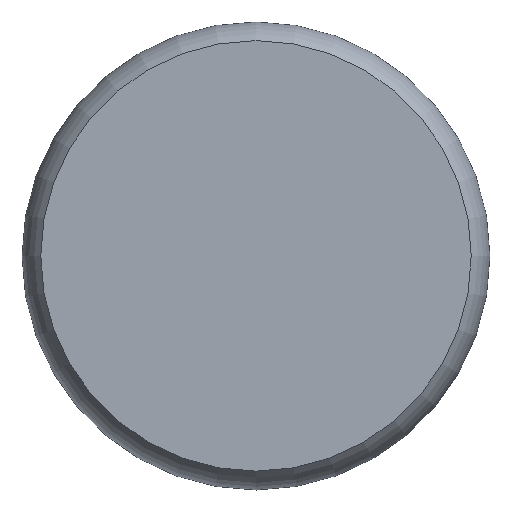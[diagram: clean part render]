
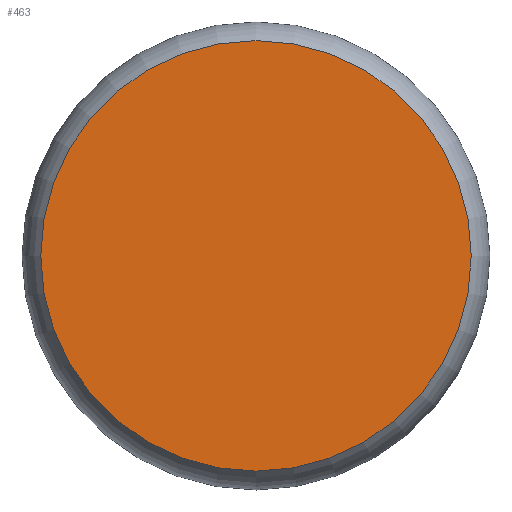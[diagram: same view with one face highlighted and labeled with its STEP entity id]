
A CAD part, top view. The second image highlights one B-rep face of the part: STEP entity #463.
In plain terms, the highlighted planar face has unit normal (0, 0, 1).
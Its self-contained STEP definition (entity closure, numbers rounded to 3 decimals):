
#37=CIRCLE('',#500,11.5);
#58=FACE_OUTER_BOUND('',#87,.T.);
#87=EDGE_LOOP('',(#350));
#225=VERTEX_POINT('',#747);
#273=EDGE_CURVE('',#225,#225,#37,.T.);
#350=ORIENTED_EDGE('',*,*,#273,.F.);
#444=PLANE('',#503);
#463=ADVANCED_FACE('',(#58),#444,.T.);
#500=AXIS2_PLACEMENT_3D('',#749,#590,#591);
#503=AXIS2_PLACEMENT_3D('',#754,#597,#598);
#590=DIRECTION('center_axis',(0.,0.,-1.));
#591=DIRECTION('ref_axis',(-1.,0.,0.));
#597=DIRECTION('center_axis',(0.,0.,1.));
#598=DIRECTION('ref_axis',(-1.,0.,0.));
#747=CARTESIAN_POINT('',(28.5,100.,15.1));
#749=CARTESIAN_POINT('Origin',(40.,100.,15.1));
#754=CARTESIAN_POINT('Origin',(40.,100.,15.1));
